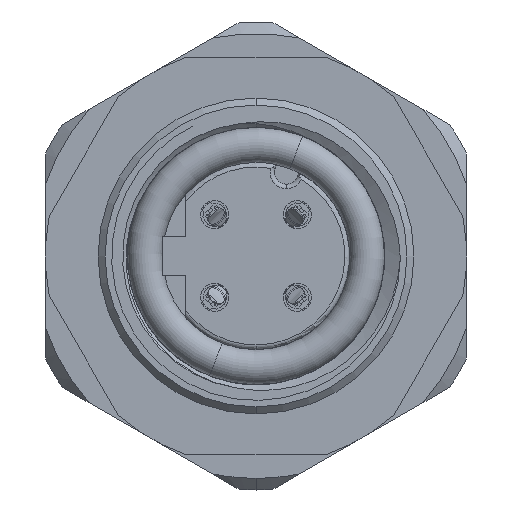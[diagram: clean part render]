
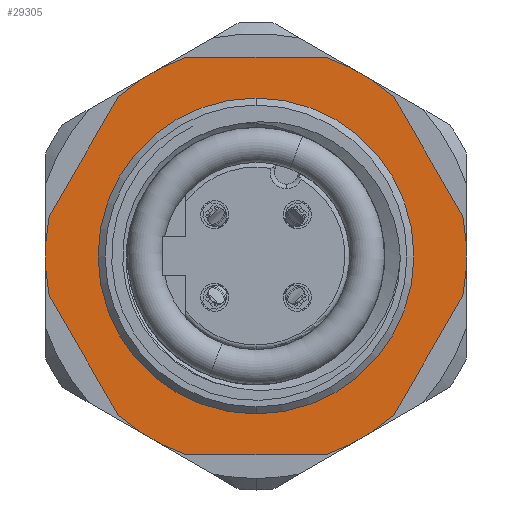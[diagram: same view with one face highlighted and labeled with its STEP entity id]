
A CAD part, left-side view. The second image highlights one B-rep face of the part: STEP entity #29305.
In plain terms, the highlighted face is planar.
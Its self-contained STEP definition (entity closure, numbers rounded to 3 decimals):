
#448 = ORIENTED_EDGE ( 'NONE', *, *, #6657, .F. ) ;
#564 = EDGE_CURVE ( 'NONE', #7370, #30465, #26547, .T. ) ;
#795 = CIRCLE ( 'NONE', #18187, 9. ) ;
#1066 = VERTEX_POINT ( 'NONE', #29477 ) ;
#1189 = AXIS2_PLACEMENT_3D ( 'NONE', #24868, #25463, #5966 ) ;
#1389 = ORIENTED_EDGE ( 'NONE', *, *, #14582, .F. ) ;
#1781 = EDGE_CURVE ( 'NONE', #16744, #26925, #24210, .T. ) ;
#2227 = VERTEX_POINT ( 'NONE', #16646 ) ;
#2306 = CARTESIAN_POINT ( 'NONE',  ( -3., 8.84, 1.688 ) ) ;
#2456 = ORIENTED_EDGE ( 'NONE', *, *, #26964, .F. ) ;
#2620 = CARTESIAN_POINT ( 'NONE',  ( -3., 0., 0. ) ) ;
#2829 = DIRECTION ( 'NONE',  ( -1., 0., 0. ) ) ;
#2877 = LINE ( 'NONE', #28746, #18101 ) ;
#3126 = AXIS2_PLACEMENT_3D ( 'NONE', #13932, #28133, #21111 ) ;
#3316 = CIRCLE ( 'NONE', #20223, 9. ) ;
#3378 = CARTESIAN_POINT ( 'NONE',  ( -3., 8.84, -1.688 ) ) ;
#3515 = LINE ( 'NONE', #27821, #18687 ) ;
#3780 = EDGE_CURVE ( 'NONE', #26621, #15261, #28467, .T. ) ;
#4004 = CARTESIAN_POINT ( 'NONE',  ( -3., 9.611, 0.353 ) ) ;
#5367 = EDGE_CURVE ( 'NONE', #26925, #16744, #22132, .T. ) ;
#5866 = DIRECTION ( 'NONE',  ( 0., 0., 1. ) ) ;
#5966 = DIRECTION ( 'NONE',  ( 0., 0., 1. ) ) ;
#6001 = ORIENTED_EDGE ( 'NONE', *, *, #14054, .F. ) ;
#6358 = DIRECTION ( 'NONE',  ( 0., -1., 0. ) ) ;
#6657 = EDGE_CURVE ( 'NONE', #30348, #26784, #7946, .T. ) ;
#6816 = CARTESIAN_POINT ( 'NONE',  ( -3., -5.882, -6.812 ) ) ;
#7188 = EDGE_CURVE ( 'NONE', #19185, #7370, #23514, .T. ) ;
#7231 = CIRCLE ( 'NONE', #15222, 9. ) ;
#7370 = VERTEX_POINT ( 'NONE', #2306 ) ;
#7747 = DIRECTION ( 'NONE',  ( -1., 0., 0. ) ) ;
#7799 = CARTESIAN_POINT ( 'NONE',  ( -3., 0., 0. ) ) ;
#7946 = CIRCLE ( 'NONE', #16426, 9. ) ;
#8036 = CARTESIAN_POINT ( 'NONE',  ( -3., -5.882, 6.812 ) ) ;
#8368 = EDGE_LOOP ( 'NONE', ( #11824, #24864 ) ) ;
#8385 = LINE ( 'NONE', #18052, #14482 ) ;
#9259 = CARTESIAN_POINT ( 'NONE',  ( -3., 0., 0. ) ) ;
#9410 = CARTESIAN_POINT ( 'NONE',  ( -3., 9., 0. ) ) ;
#10546 = ORIENTED_EDGE ( 'NONE', *, *, #27123, .F. ) ;
#10772 = LINE ( 'NONE', #17632, #16922 ) ;
#11094 = CARTESIAN_POINT ( 'NONE',  ( -3., 0., 0. ) ) ;
#11309 = DIRECTION ( 'NONE',  ( -1., 0., 0. ) ) ;
#11779 = VERTEX_POINT ( 'NONE', #19801 ) ;
#11824 = ORIENTED_EDGE ( 'NONE', *, *, #5367, .T. ) ;
#11841 = ORIENTED_EDGE ( 'NONE', *, *, #7188, .F. ) ;
#13052 = DIRECTION ( 'NONE',  ( -1., 0., 0. ) ) ;
#13722 = CARTESIAN_POINT ( 'NONE',  ( -3., 2.958, -8.5 ) ) ;
#13932 = CARTESIAN_POINT ( 'NONE',  ( -3., 0., 0. ) ) ;
#13975 = CARTESIAN_POINT ( 'NONE',  ( -3., -2.958, 8.5 ) ) ;
#14054 = EDGE_CURVE ( 'NONE', #26784, #2227, #17643, .T. ) ;
#14390 = CARTESIAN_POINT ( 'NONE',  ( -3., 0., 0. ) ) ;
#14482 = VECTOR ( 'NONE', #6358, 1000. ) ;
#14582 = EDGE_CURVE ( 'NONE', #11779, #1066, #3316, .T. ) ;
#15222 = AXIS2_PLACEMENT_3D ( 'NONE', #30018, #13052, #5866 ) ;
#15261 = VERTEX_POINT ( 'NONE', #13722 ) ;
#15543 = CARTESIAN_POINT ( 'NONE',  ( -3., 0., -6.75 ) ) ;
#15571 = CARTESIAN_POINT ( 'NONE',  ( -3., 5.882, -6.812 ) ) ;
#15706 = CARTESIAN_POINT ( 'NONE',  ( -3., 5.882, 6.812 ) ) ;
#15937 = DIRECTION ( 'NONE',  ( -1., 0., 0. ) ) ;
#16287 = DIRECTION ( 'NONE',  ( 0., 0., 1. ) ) ;
#16426 = AXIS2_PLACEMENT_3D ( 'NONE', #7799, #2829, #19795 ) ;
#16474 = VERTEX_POINT ( 'NONE', #6816 ) ;
#16646 = CARTESIAN_POINT ( 'NONE',  ( -3., 2.958, 8.5 ) ) ;
#16744 = VERTEX_POINT ( 'NONE', #15543 ) ;
#16922 = VECTOR ( 'NONE', #27151, 1000. ) ;
#17231 = DIRECTION ( 'NONE',  ( 0., 0., 1. ) ) ;
#17632 = CARTESIAN_POINT ( 'NONE',  ( -3., -5.111, 8.147 ) ) ;
#17637 = EDGE_CURVE ( 'NONE', #1066, #30348, #10772, .T. ) ;
#17643 = LINE ( 'NONE', #24856, #19160 ) ;
#17914 = ORIENTED_EDGE ( 'NONE', *, *, #564, .F. ) ;
#18052 = CARTESIAN_POINT ( 'NONE',  ( -3., 9., -8.5 ) ) ;
#18101 = VECTOR ( 'NONE', #25701, 1000. ) ;
#18187 = AXIS2_PLACEMENT_3D ( 'NONE', #14390, #26255, #16287 ) ;
#18314 = VERTEX_POINT ( 'NONE', #18679 ) ;
#18625 = DIRECTION ( 'NONE',  ( 0., 0., 1. ) ) ;
#18679 = CARTESIAN_POINT ( 'NONE',  ( -3., -2.958, -8.5 ) ) ;
#18687 = VECTOR ( 'NONE', #27688, 1000. ) ;
#19160 = VECTOR ( 'NONE', #20119, 1000. ) ;
#19185 = VERTEX_POINT ( 'NONE', #15706 ) ;
#19566 = ORIENTED_EDGE ( 'NONE', *, *, #24935, .F. ) ;
#19597 = EDGE_CURVE ( 'NONE', #15261, #18314, #8385, .T. ) ;
#19710 = AXIS2_PLACEMENT_3D ( 'NONE', #9259, #20646, #30325 ) ;
#19795 = DIRECTION ( 'NONE',  ( 0., 0., 1. ) ) ;
#19801 = CARTESIAN_POINT ( 'NONE',  ( -3., -8.84, -1.688 ) ) ;
#19998 = AXIS2_PLACEMENT_3D ( 'NONE', #11094, #15937, #25457 ) ;
#20119 = DIRECTION ( 'NONE',  ( 0., 1., 0. ) ) ;
#20223 = AXIS2_PLACEMENT_3D ( 'NONE', #2620, #7747, #17231 ) ;
#20510 = VECTOR ( 'NONE', #25989, 1000. ) ;
#20646 = DIRECTION ( 'NONE',  ( -1., 0., 0. ) ) ;
#20650 = CARTESIAN_POINT ( 'NONE',  ( -3., 0., 6.75 ) ) ;
#21111 = DIRECTION ( 'NONE',  ( 0., 0., 1. ) ) ;
#21766 = AXIS2_PLACEMENT_3D ( 'NONE', #9410, #11309, #18625 ) ;
#21819 = ORIENTED_EDGE ( 'NONE', *, *, #19597, .F. ) ;
#22132 = CIRCLE ( 'NONE', #3126, 6.75 ) ;
#23445 = ORIENTED_EDGE ( 'NONE', *, *, #3780, .F. ) ;
#23514 = LINE ( 'NONE', #4004, #20510 ) ;
#24070 = ORIENTED_EDGE ( 'NONE', *, *, #26904, .F. ) ;
#24210 = CIRCLE ( 'NONE', #19710, 6.75 ) ;
#24427 = EDGE_LOOP ( 'NONE', ( #19566, #17914, #11841, #10546, #6001, #448, #26006, #1389, #24070, #2456, #21819, #23445 ) ) ;
#24856 = CARTESIAN_POINT ( 'NONE',  ( -3., 9., 8.5 ) ) ;
#24864 = ORIENTED_EDGE ( 'NONE', *, *, #1781, .T. ) ;
#24868 = CARTESIAN_POINT ( 'NONE',  ( -3., 0., 0. ) ) ;
#24935 = EDGE_CURVE ( 'NONE', #30465, #26621, #2877, .T. ) ;
#25457 = DIRECTION ( 'NONE',  ( 0., 0., 1. ) ) ;
#25463 = DIRECTION ( 'NONE',  ( -1., 0., 0. ) ) ;
#25701 = DIRECTION ( 'NONE',  ( 0., -0.5, -0.866 ) ) ;
#25989 = DIRECTION ( 'NONE',  ( 0., 0.5, -0.866 ) ) ;
#26006 = ORIENTED_EDGE ( 'NONE', *, *, #17637, .F. ) ;
#26121 = FACE_BOUND ( 'NONE', #8368, .T. ) ;
#26255 = DIRECTION ( 'NONE',  ( -1., 0., 0. ) ) ;
#26547 = CIRCLE ( 'NONE', #1189, 9. ) ;
#26621 = VERTEX_POINT ( 'NONE', #15571 ) ;
#26784 = VERTEX_POINT ( 'NONE', #13975 ) ;
#26904 = EDGE_CURVE ( 'NONE', #16474, #11779, #3515, .T. ) ;
#26925 = VERTEX_POINT ( 'NONE', #20650 ) ;
#26964 = EDGE_CURVE ( 'NONE', #18314, #16474, #7231, .T. ) ;
#27123 = EDGE_CURVE ( 'NONE', #2227, #19185, #795, .T. ) ;
#27151 = DIRECTION ( 'NONE',  ( 0., 0.5, 0.866 ) ) ;
#27688 = DIRECTION ( 'NONE',  ( 0., -0.5, 0.866 ) ) ;
#27821 = CARTESIAN_POINT ( 'NONE',  ( -3., -5.111, -8.147 ) ) ;
#28133 = DIRECTION ( 'NONE',  ( -1., 0., 0. ) ) ;
#28435 = FACE_OUTER_BOUND ( 'NONE', #24427, .T. ) ;
#28467 = CIRCLE ( 'NONE', #19998, 9. ) ;
#28746 = CARTESIAN_POINT ( 'NONE',  ( -3., 9.611, -0.353 ) ) ;
#29305 = ADVANCED_FACE ( 'NONE', ( #26121, #28435 ), #30476, .F. ) ;
#29477 = CARTESIAN_POINT ( 'NONE',  ( -3., -8.84, 1.688 ) ) ;
#30018 = CARTESIAN_POINT ( 'NONE',  ( -3., 0., 0. ) ) ;
#30325 = DIRECTION ( 'NONE',  ( 0., 0., 1. ) ) ;
#30348 = VERTEX_POINT ( 'NONE', #8036 ) ;
#30465 = VERTEX_POINT ( 'NONE', #3378 ) ;
#30476 = PLANE ( 'NONE',  #21766 ) ;
